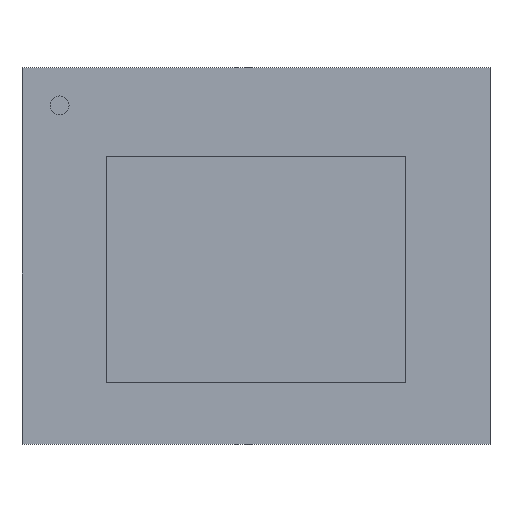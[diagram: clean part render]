
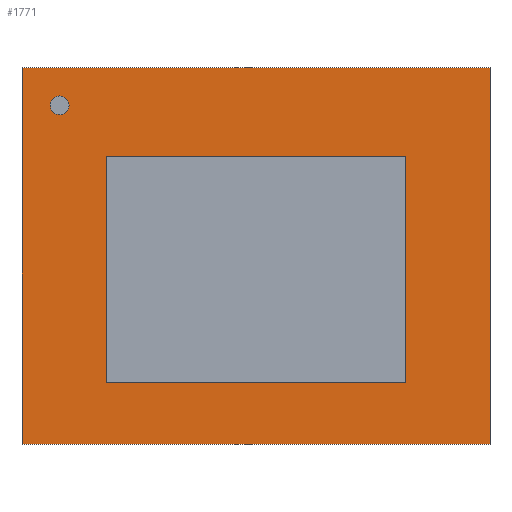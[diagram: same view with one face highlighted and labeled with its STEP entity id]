
A CAD part, top view. The second image highlights one B-rep face of the part: STEP entity #1771.
In plain terms, the highlighted planar face has unit normal (0, 0, 1).
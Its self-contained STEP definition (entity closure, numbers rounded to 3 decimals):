
#172 = VERTEX_POINT ( 'NONE', #1356 ) ;
#299 = LINE ( 'NONE', #3442, #1039 ) ;
#311 = ORIENTED_EDGE ( 'NONE', *, *, #1794, .T. ) ;
#326 = EDGE_LOOP ( 'NONE', ( #402, #2664, #3486, #2989 ) ) ;
#361 = CARTESIAN_POINT ( 'NONE',  ( -1.96, 1.305, 0.762 ) ) ;
#384 = DIRECTION ( 'NONE',  ( 0., 1., 0. ) ) ;
#402 = ORIENTED_EDGE ( 'NONE', *, *, #3855, .T. ) ;
#494 = CARTESIAN_POINT ( 'NONE',  ( 1.96, 1.305, 0.762 ) ) ;
#615 = DIRECTION ( 'NONE',  ( 0., 0., 1. ) ) ;
#654 = CARTESIAN_POINT ( 'NONE',  ( -3.061, -2.464, 0.762 ) ) ;
#712 = VERTEX_POINT ( 'NONE', #494 ) ;
#728 = VECTOR ( 'NONE', #2185, 1000. ) ;
#873 = DIRECTION ( 'NONE',  ( 0., -1., 0. ) ) ;
#893 = VECTOR ( 'NONE', #1533, 1000. ) ;
#1039 = VECTOR ( 'NONE', #873, 1000. ) ;
#1041 = EDGE_CURVE ( 'NONE', #1713, #2171, #1514, .T. ) ;
#1058 = AXIS2_PLACEMENT_3D ( 'NONE', #1801, #615, #1488 ) ;
#1159 = VECTOR ( 'NONE', #3792, 1000. ) ;
#1189 = EDGE_CURVE ( 'NONE', #172, #712, #2541, .T. ) ;
#1199 = VECTOR ( 'NONE', #2468, 1000. ) ;
#1334 = LINE ( 'NONE', #3472, #3068 ) ;
#1356 = CARTESIAN_POINT ( 'NONE',  ( -1.96, 1.305, 0.762 ) ) ;
#1488 = DIRECTION ( 'NONE',  ( 1., 0., 0. ) ) ;
#1504 = FACE_OUTER_BOUND ( 'NONE', #326, .T. ) ;
#1514 = LINE ( 'NONE', #1813, #893 ) ;
#1533 = DIRECTION ( 'NONE',  ( 0., -1., 0. ) ) ;
#1702 = ORIENTED_EDGE ( 'NONE', *, *, #3681, .F. ) ;
#1713 = VERTEX_POINT ( 'NONE', #2358 ) ;
#1721 = ORIENTED_EDGE ( 'NONE', *, *, #2274, .F. ) ;
#1771 = ADVANCED_FACE ( 'NONE', ( #1504, #2782 ), #3021, .T. ) ;
#1779 = LINE ( 'NONE', #1802, #2144 ) ;
#1794 = EDGE_CURVE ( 'NONE', #712, #3358, #2463, .T. ) ;
#1801 = CARTESIAN_POINT ( 'NONE',  ( -3.061, -2.464, 0.762 ) ) ;
#1802 = CARTESIAN_POINT ( 'NONE',  ( 3.061, 2.464, 0.762 ) ) ;
#1813 = CARTESIAN_POINT ( 'NONE',  ( -3.061, 2.464, 0.762 ) ) ;
#1952 = EDGE_LOOP ( 'NONE', ( #1721, #2829, #311, #1702 ) ) ;
#2141 = CARTESIAN_POINT ( 'NONE',  ( 3.061, -2.464, 0.762 ) ) ;
#2144 = VECTOR ( 'NONE', #3988, 1000. ) ;
#2171 = VERTEX_POINT ( 'NONE', #654 ) ;
#2185 = DIRECTION ( 'NONE',  ( 0., -1., 0. ) ) ;
#2242 = EDGE_CURVE ( 'NONE', #2516, #1713, #1779, .T. ) ;
#2274 = EDGE_CURVE ( 'NONE', #172, #2509, #299, .T. ) ;
#2288 = LINE ( 'NONE', #2566, #3319 ) ;
#2358 = CARTESIAN_POINT ( 'NONE',  ( -3.061, 2.464, 0.762 ) ) ;
#2430 = EDGE_CURVE ( 'NONE', #3211, #2516, #2288, .T. ) ;
#2463 = LINE ( 'NONE', #3376, #728 ) ;
#2468 = DIRECTION ( 'NONE',  ( 1., 0., 0. ) ) ;
#2487 = CARTESIAN_POINT ( 'NONE',  ( -1.96, -1.655, 0.762 ) ) ;
#2509 = VERTEX_POINT ( 'NONE', #3347 ) ;
#2516 = VERTEX_POINT ( 'NONE', #3895 ) ;
#2535 = DIRECTION ( 'NONE',  ( 1., 0., 0. ) ) ;
#2541 = LINE ( 'NONE', #361, #1159 ) ;
#2566 = CARTESIAN_POINT ( 'NONE',  ( 3.061, -2.464, 0.762 ) ) ;
#2664 = ORIENTED_EDGE ( 'NONE', *, *, #2430, .T. ) ;
#2782 = FACE_BOUND ( 'NONE', #1952, .T. ) ;
#2829 = ORIENTED_EDGE ( 'NONE', *, *, #1189, .T. ) ;
#2989 = ORIENTED_EDGE ( 'NONE', *, *, #1041, .T. ) ;
#3021 = PLANE ( 'NONE',  #1058 ) ;
#3068 = VECTOR ( 'NONE', #2535, 1000. ) ;
#3211 = VERTEX_POINT ( 'NONE', #2141 ) ;
#3319 = VECTOR ( 'NONE', #384, 1000. ) ;
#3347 = CARTESIAN_POINT ( 'NONE',  ( -1.96, -1.655, 0.762 ) ) ;
#3357 = CARTESIAN_POINT ( 'NONE',  ( 1.96, -1.655, 0.762 ) ) ;
#3358 = VERTEX_POINT ( 'NONE', #3357 ) ;
#3376 = CARTESIAN_POINT ( 'NONE',  ( 1.96, 1.305, 0.762 ) ) ;
#3442 = CARTESIAN_POINT ( 'NONE',  ( -1.96, 1.305, 0.762 ) ) ;
#3472 = CARTESIAN_POINT ( 'NONE',  ( -3.061, -2.464, 0.762 ) ) ;
#3486 = ORIENTED_EDGE ( 'NONE', *, *, #2242, .T. ) ;
#3681 = EDGE_CURVE ( 'NONE', #2509, #3358, #3765, .T. ) ;
#3765 = LINE ( 'NONE', #2487, #1199 ) ;
#3792 = DIRECTION ( 'NONE',  ( 1., 0., 0. ) ) ;
#3855 = EDGE_CURVE ( 'NONE', #2171, #3211, #1334, .T. ) ;
#3895 = CARTESIAN_POINT ( 'NONE',  ( 3.061, 2.464, 0.762 ) ) ;
#3988 = DIRECTION ( 'NONE',  ( -1., 0., 0. ) ) ;
